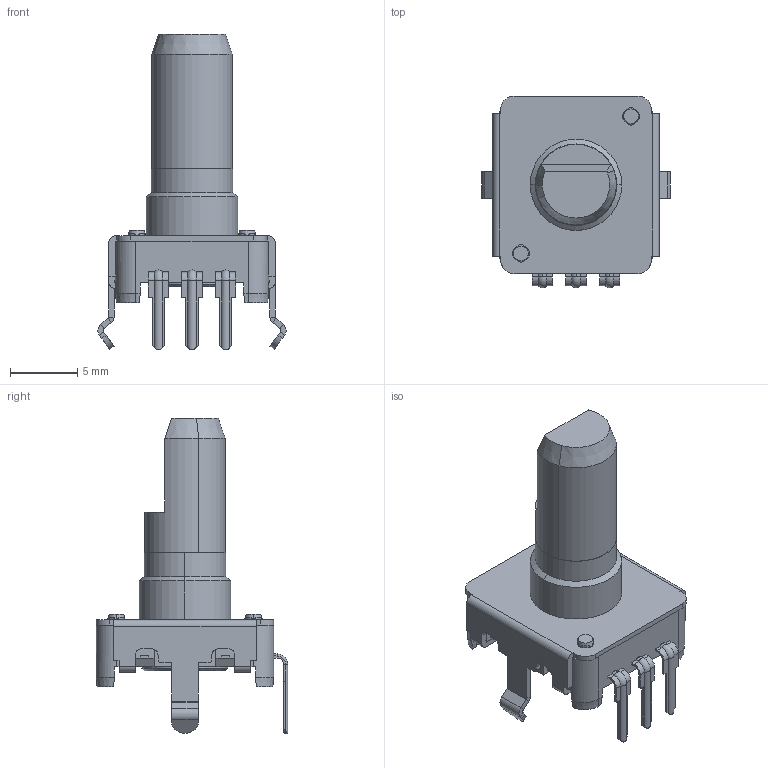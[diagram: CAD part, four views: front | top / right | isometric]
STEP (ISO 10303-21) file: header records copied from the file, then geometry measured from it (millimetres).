
FILE_DESCRIPTION(('FreeCAD Model'),'2;1');
FILE_NAME('EC12E.step', '2020-09-07T17:51:09',('Author'),(''), 'Open CASCADE STEP processor 7.3','FreeCAD','Unknown');
FILE_SCHEMA(('AUTOMOTIVE_DESIGN { 1 0 10303 214 1 1 1 1 }'));
Length unit declared in the file: millimetre
Products named in the file (1): EC12E
Bounding box: 14 x 14.25 x 23.5 mm (x, y, z)
Volume: 781.6 mm3; surface area: 1145.6 mm2
Topology: 1 solids, 1 shells, 458 faces, 1176 edges, 723 vertices
Faces by surface type: plane 308, cylinder 118, cone 19, torus 13
Entity records: 34232 total; most frequent: CARTESIAN_POINT 7420, DIRECTION 4461, LINE 2937, VECTOR 2937, ORIENTED_EDGE 2352, PCURVE 2352, DEFINITIONAL_REPRESENTATION 2352, EDGE_CURVE 1176
